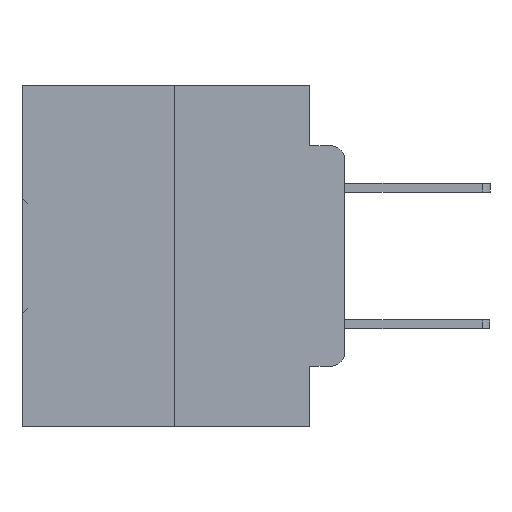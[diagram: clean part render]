
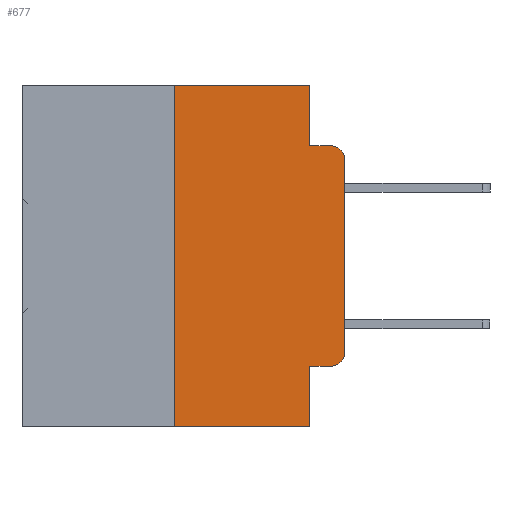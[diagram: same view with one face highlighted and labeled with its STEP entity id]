
A CAD part, left-side view. The second image highlights one B-rep face of the part: STEP entity #677.
In plain terms, the highlighted planar face has unit normal (-1, 0, 0).
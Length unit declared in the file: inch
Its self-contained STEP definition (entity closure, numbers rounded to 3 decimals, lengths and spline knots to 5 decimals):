
#437 = CARTESIAN_POINT ( 'NONE',  ( 0., 0., 0. ) ) ;
#677 = ADVANCED_FACE ( 'NONE', ( #19117 ), #1442, .F. ) ;
#945 = EDGE_CURVE ( 'NONE', #33430, #31008, #26339, .T. ) ;
#1310 = CARTESIAN_POINT ( 'NONE',  ( 0., 0.473, 0. ) ) ;
#1442 = PLANE ( 'NONE',  #25780 ) ;
#1466 = CARTESIAN_POINT ( 'NONE',  ( 0., 0.051, -0.0885 ) ) ;
#1504 = CARTESIAN_POINT ( 'NONE',  ( 0., 0.051, 0. ) ) ;
#1837 = ORIENTED_EDGE ( 'NONE', *, *, #27240, .F. ) ;
#1929 = DIRECTION ( 'NONE',  ( 0., 0., -1. ) ) ;
#2196 = LINE ( 'NONE', #4366, #22342 ) ;
#2367 = VERTEX_POINT ( 'NONE', #13603 ) ;
#2958 = VERTEX_POINT ( 'NONE', #4951 ) ;
#4082 = DIRECTION ( 'NONE',  ( 0., 0., 1. ) ) ;
#4366 = CARTESIAN_POINT ( 'NONE',  ( 0., 0.051, 0. ) ) ;
#4579 = VERTEX_POINT ( 'NONE', #30820 ) ;
#4667 = VECTOR ( 'NONE', #4082, 39.37008 ) ;
#4765 = CARTESIAN_POINT ( 'NONE',  ( 0., 0.051, -0.4115 ) ) ;
#4951 = CARTESIAN_POINT ( 'NONE',  ( 0., 0.25, 0. ) ) ;
#5185 = VECTOR ( 'NONE', #26498, 39.37008 ) ;
#5372 = ORIENTED_EDGE ( 'NONE', *, *, #29446, .T. ) ;
#5633 = CARTESIAN_POINT ( 'NONE',  ( 0., 0.473, 0. ) ) ;
#6449 = VECTOR ( 'NONE', #15334, 39.37008 ) ;
#7201 = DIRECTION ( 'NONE',  ( 0., 0., -1. ) ) ;
#7558 = ORIENTED_EDGE ( 'NONE', *, *, #32482, .T. ) ;
#9450 = EDGE_CURVE ( 'NONE', #2958, #26917, #33447, .T. ) ;
#9980 = AXIS2_PLACEMENT_3D ( 'NONE', #14139, #32717, #16901 ) ;
#10138 = ORIENTED_EDGE ( 'NONE', *, *, #25470, .F. ) ;
#11215 = VERTEX_POINT ( 'NONE', #30634 ) ;
#11679 = VERTEX_POINT ( 'NONE', #27172 ) ;
#12356 = CARTESIAN_POINT ( 'NONE',  ( 0., 0.473, -0.5 ) ) ;
#12833 = EDGE_CURVE ( 'NONE', #11215, #33430, #16707, .T. ) ;
#13444 = CARTESIAN_POINT ( 'NONE',  ( 0., 0.02, -0.3915 ) ) ;
#13556 = ORIENTED_EDGE ( 'NONE', *, *, #14680, .T. ) ;
#13603 = CARTESIAN_POINT ( 'NONE',  ( 0., 0.051, -0.4115 ) ) ;
#14139 = CARTESIAN_POINT ( 'NONE',  ( 0., 0.02, -0.1085 ) ) ;
#14432 = ORIENTED_EDGE ( 'NONE', *, *, #12833, .T. ) ;
#14479 = VECTOR ( 'NONE', #28630, 39.37008 ) ;
#14680 = EDGE_CURVE ( 'NONE', #2367, #11215, #19772, .T. ) ;
#14789 = VECTOR ( 'NONE', #33684, 39.37008 ) ;
#15334 = DIRECTION ( 'NONE',  ( 0., 0., -1. ) ) ;
#15413 = CARTESIAN_POINT ( 'NONE',  ( 0., 0.25, -0.5 ) ) ;
#16215 = DIRECTION ( 'NONE',  ( 0., 0., -1. ) ) ;
#16216 = CARTESIAN_POINT ( 'NONE',  ( 0., 0., -0.1085 ) ) ;
#16497 = CARTESIAN_POINT ( 'NONE',  ( 0., 0.25, 0. ) ) ;
#16529 = EDGE_CURVE ( 'NONE', #2367, #25055, #22591, .T. ) ;
#16707 = CIRCLE ( 'NONE', #22475, 0.02 ) ;
#16901 = DIRECTION ( 'NONE',  ( 0., 0., -1. ) ) ;
#17067 = LINE ( 'NONE', #16497, #14479 ) ;
#18167 = DIRECTION ( 'NONE',  ( 0., -1., 0. ) ) ;
#18276 = ORIENTED_EDGE ( 'NONE', *, *, #9450, .F. ) ;
#19117 = FACE_OUTER_BOUND ( 'NONE', #26032, .T. ) ;
#19772 = LINE ( 'NONE', #4765, #5185 ) ;
#22342 = VECTOR ( 'NONE', #7201, 39.37008 ) ;
#22475 = AXIS2_PLACEMENT_3D ( 'NONE', #13444, #32087, #16215 ) ;
#22591 = LINE ( 'NONE', #1504, #6449 ) ;
#23683 = EDGE_CURVE ( 'NONE', #26125, #2958, #17067, .T. ) ;
#25055 = VERTEX_POINT ( 'NONE', #29574 ) ;
#25470 = EDGE_CURVE ( 'NONE', #26917, #11679, #2196, .T. ) ;
#25548 = VECTOR ( 'NONE', #18167, 39.37008 ) ;
#25780 = AXIS2_PLACEMENT_3D ( 'NONE', #5633, #31125, #1929 ) ;
#26032 = EDGE_LOOP ( 'NONE', ( #28223, #7558, #1837, #10138, #18276, #32308, #5372, #27004, #13556, #14432 ) ) ;
#26125 = VERTEX_POINT ( 'NONE', #15413 ) ;
#26339 = LINE ( 'NONE', #437, #4667 ) ;
#26498 = DIRECTION ( 'NONE',  ( 0., -1., 0. ) ) ;
#26917 = VERTEX_POINT ( 'NONE', #32587 ) ;
#27004 = ORIENTED_EDGE ( 'NONE', *, *, #16529, .F. ) ;
#27043 = VECTOR ( 'NONE', #31064, 39.37008 ) ;
#27172 = CARTESIAN_POINT ( 'NONE',  ( 0., 0.051, -0.0885 ) ) ;
#27240 = EDGE_CURVE ( 'NONE', #11679, #4579, #32503, .T. ) ;
#28223 = ORIENTED_EDGE ( 'NONE', *, *, #945, .T. ) ;
#28630 = DIRECTION ( 'NONE',  ( 0., 0., 1. ) ) ;
#29446 = EDGE_CURVE ( 'NONE', #26125, #25055, #33970, .T. ) ;
#29574 = CARTESIAN_POINT ( 'NONE',  ( 0., 0.051, -0.5 ) ) ;
#30634 = CARTESIAN_POINT ( 'NONE',  ( 0., 0.02, -0.4115 ) ) ;
#30820 = CARTESIAN_POINT ( 'NONE',  ( 0., 0.02, -0.0885 ) ) ;
#30980 = CIRCLE ( 'NONE', #9980, 0.02 ) ;
#31008 = VERTEX_POINT ( 'NONE', #16216 ) ;
#31064 = DIRECTION ( 'NONE',  ( 0., -1., 0. ) ) ;
#31125 = DIRECTION ( 'NONE',  ( 1., 0., 0. ) ) ;
#31421 = CARTESIAN_POINT ( 'NONE',  ( 0., 0., -0.3915 ) ) ;
#32087 = DIRECTION ( 'NONE',  ( -1., 0., 0. ) ) ;
#32308 = ORIENTED_EDGE ( 'NONE', *, *, #23683, .F. ) ;
#32482 = EDGE_CURVE ( 'NONE', #31008, #4579, #30980, .T. ) ;
#32503 = LINE ( 'NONE', #1466, #25548 ) ;
#32587 = CARTESIAN_POINT ( 'NONE',  ( 0., 0.051, 0. ) ) ;
#32717 = DIRECTION ( 'NONE',  ( -1., 0., 0. ) ) ;
#33430 = VERTEX_POINT ( 'NONE', #31421 ) ;
#33447 = LINE ( 'NONE', #1310, #14789 ) ;
#33684 = DIRECTION ( 'NONE',  ( 0., -1., 0. ) ) ;
#33970 = LINE ( 'NONE', #12356, #27043 ) ;
